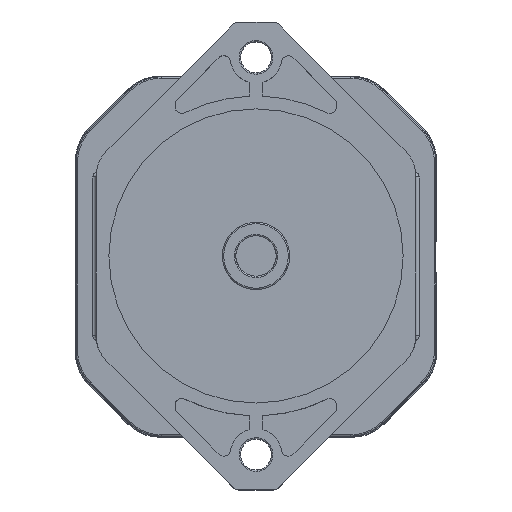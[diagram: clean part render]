
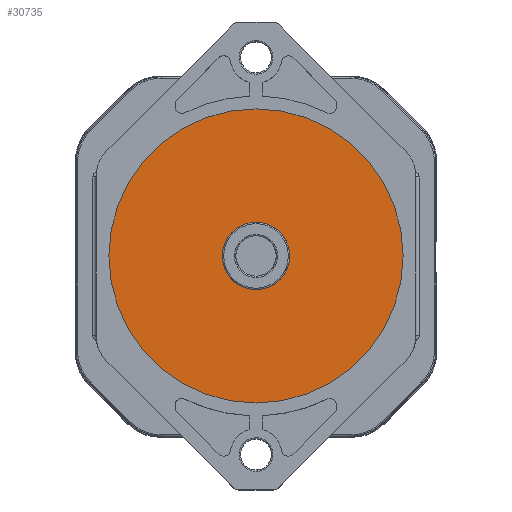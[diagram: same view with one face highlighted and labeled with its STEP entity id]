
A CAD part, top view. The second image highlights one B-rep face of the part: STEP entity #30735.
In plain terms, the highlighted planar face has unit normal (0, 0, 1).
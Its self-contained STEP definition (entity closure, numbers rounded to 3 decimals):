
#28084=CARTESIAN_POINT('',(-1.792,16.582,-8.413));
#28085=DIRECTION('',(0.,0.,1.));
#28086=DIRECTION('',(0.,1.,0.));
#28087=AXIS2_PLACEMENT_3D('',#28084,#28085,#28086);
#28089=CARTESIAN_POINT('',(-1.792,16.582,-8.413));
#28090=DIRECTION('',(0.,0.,1.));
#28091=DIRECTION('',(0.,-1.,0.));
#28092=AXIS2_PLACEMENT_3D('',#28089,#28090,#28091);
#28094=CARTESIAN_POINT('',(-1.792,16.582,-8.413));
#28095=DIRECTION('',(0.,0.,-1.));
#28096=DIRECTION('',(0.,1.,0.));
#28097=AXIS2_PLACEMENT_3D('',#28094,#28095,#28096);
#28099=CARTESIAN_POINT('',(-1.792,16.582,-8.413));
#28100=DIRECTION('',(0.,0.,-1.));
#28101=DIRECTION('',(0.,-1.,0.));
#28102=AXIS2_PLACEMENT_3D('',#28099,#28100,#28101);
#28914=CARTESIAN_POINT('',(-1.792,-5.268,-8.413));
#28915=VERTEX_POINT('',#28914);
#28916=CARTESIAN_POINT('',(-1.792,38.432,-8.413));
#28917=VERTEX_POINT('',#28916);
#28918=CARTESIAN_POINT('',(-1.792,21.582,-8.413));
#28919=CARTESIAN_POINT('',(-1.792,11.582,-8.413));
#28920=VERTEX_POINT('',#28918);
#28921=VERTEX_POINT('',#28919);
#30720=CARTESIAN_POINT('',(-1.792,16.582,-8.413));
#30721=DIRECTION('',(0.,0.,1.));
#30722=DIRECTION('',(0.,1.,0.));
#30723=AXIS2_PLACEMENT_3D('',#30720,#30721,#30722);
#30724=PLANE('',#30723);
#30725=ORIENTED_EDGE('',*,*,#30702,.F.);
#30726=ORIENTED_EDGE('',*,*,#30714,.F.);
#30727=EDGE_LOOP('',(#30725,#30726));
#30728=FACE_OUTER_BOUND('',#30727,.F.);
#30730=ORIENTED_EDGE('',*,*,#30729,.F.);
#30732=ORIENTED_EDGE('',*,*,#30731,.F.);
#30733=EDGE_LOOP('',(#30730,#30732));
#30734=FACE_BOUND('',#30733,.F.);
#30735=ADVANCED_FACE('',(#30728,#30734),#30724,.T.);
#28088=CIRCLE('',#28087,21.85);
#28093=CIRCLE('',#28092,21.85);
#28098=CIRCLE('',#28097,5.);
#28103=CIRCLE('',#28102,5.);
#30702=EDGE_CURVE('',#28917,#28915,#28088,.T.);
#30714=EDGE_CURVE('',#28915,#28917,#28093,.T.);
#30729=EDGE_CURVE('',#28920,#28921,#28098,.T.);
#30731=EDGE_CURVE('',#28921,#28920,#28103,.T.);
